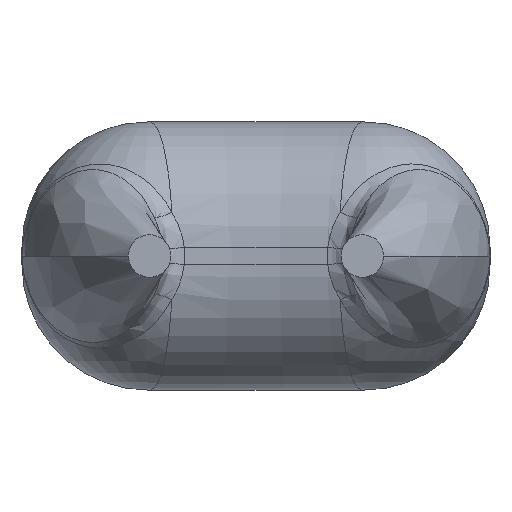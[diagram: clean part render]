
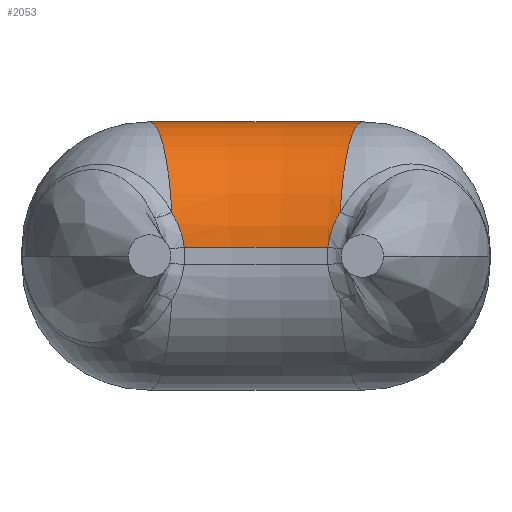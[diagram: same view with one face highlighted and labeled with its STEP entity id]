
A CAD part, front view. The second image highlights one B-rep face of the part: STEP entity #2053.
In plain terms, the highlighted toroidal (fillet/blend) face has major radius 6.892 mm and minor radius 1.475 mm.
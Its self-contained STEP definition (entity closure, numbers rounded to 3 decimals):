
#52 = B_SPLINE_CURVE_WITH_KNOTS ( 'NONE', 3,
 ( #1705, #1194, #1529, #336 ),
 .UNSPECIFIED., .F., .F.,
 ( 4, 4 ),
 ( 0., 0. ),
 .UNSPECIFIED. ) ;
#54 = AXIS2_PLACEMENT_3D ( 'NONE', #951, #1954, #1122 ) ;
#103 = VERTEX_POINT ( 'NONE', #1164 ) ;
#106 = CIRCLE ( 'NONE', #1833, 1.475 ) ;
#144 = DIRECTION ( 'NONE',  ( -1., 0., 0. ) ) ;
#201 = ORIENTED_EDGE ( 'NONE', *, *, #214, .T. ) ;
#205 = VERTEX_POINT ( 'NONE', #318 ) ;
#214 = EDGE_CURVE ( 'NONE', #2160, #205, #52, .T. ) ;
#256 = FACE_OUTER_BOUND ( 'NONE', #2050, .T. ) ;
#276 = CIRCLE ( 'NONE', #2145, 6.892 ) ;
#290 = CARTESIAN_POINT ( 'NONE',  ( -0.911, 1.446, 0.387 ) ) ;
#318 = CARTESIAN_POINT ( 'NONE',  ( 0.99, 1.468, 0.512 ) ) ;
#336 = CARTESIAN_POINT ( 'NONE',  ( 0.99, 1.468, 0.512 ) ) ;
#346 = ORIENTED_EDGE ( 'NONE', *, *, #2007, .T. ) ;
#365 = AXIS2_PLACEMENT_3D ( 'NONE', #983, #1492, #1853 ) ;
#369 = ORIENTED_EDGE ( 'NONE', *, *, #746, .F. ) ;
#380 = ORIENTED_EDGE ( 'NONE', *, *, #1179, .T. ) ;
#399 = CARTESIAN_POINT ( 'NONE',  ( 0.844, 1.434, 0.1 ) ) ;
#479 = CARTESIAN_POINT ( 'NONE',  ( 0., -3.917, 1.575 ) ) ;
#559 = CARTESIAN_POINT ( 'NONE',  ( 0., -3.917, 0.1 ) ) ;
#718 = DIRECTION ( 'NONE',  ( 0., 0., -1. ) ) ;
#746 = EDGE_CURVE ( 'NONE', #103, #1095, #276, .T. ) ;
#801 = CARTESIAN_POINT ( 'NONE',  ( -0.859, 1.431, 0.248 ) ) ;
#811 = DIRECTION ( 'NONE',  ( 0., 0., -1. ) ) ;
#887 = ORIENTED_EDGE ( 'NONE', *, *, #1051, .T. ) ;
#915 = VERTEX_POINT ( 'NONE', #1908 ) ;
#930 = CARTESIAN_POINT ( 'NONE',  ( 1.245, 2.862, 1.575 ) ) ;
#951 = CARTESIAN_POINT ( 'NONE',  ( 1.245, 2.862, 0.1 ) ) ;
#963 = CARTESIAN_POINT ( 'NONE',  ( -1.245, 2.862, 0.1 ) ) ;
#964 = CIRCLE ( 'NONE', #54, 1.475 ) ;
#983 = CARTESIAN_POINT ( 'NONE',  ( 0., -3.917, 0.1 ) ) ;
#1001 = ORIENTED_EDGE ( 'NONE', *, *, #1731, .F. ) ;
#1051 = EDGE_CURVE ( 'NONE', #205, #1095, #964, .T. ) ;
#1095 = VERTEX_POINT ( 'NONE', #930 ) ;
#1122 = DIRECTION ( 'NONE',  ( -0.181, -0.984, 0. ) ) ;
#1164 = CARTESIAN_POINT ( 'NONE',  ( -1.245, 2.862, 1.575 ) ) ;
#1170 = CIRCLE ( 'NONE', #365, 5.417 ) ;
#1179 = EDGE_CURVE ( 'NONE', #915, #1652, #1275, .T. ) ;
#1194 = CARTESIAN_POINT ( 'NONE',  ( 0.859, 1.431, 0.248 ) ) ;
#1196 = AXIS2_PLACEMENT_3D ( 'NONE', #559, #718, #1924 ) ;
#1275 = B_SPLINE_CURVE_WITH_KNOTS ( 'NONE', 3,
 ( #2148, #290, #801, #1999 ),
 .UNSPECIFIED., .F., .F.,
 ( 4, 4 ),
 ( 0., 0. ),
 .UNSPECIFIED. ) ;
#1380 = DIRECTION ( 'NONE',  ( -0.181, 0.984, 0. ) ) ;
#1492 = DIRECTION ( 'NONE',  ( 0., 0., 1. ) ) ;
#1529 = CARTESIAN_POINT ( 'NONE',  ( 0.911, 1.446, 0.387 ) ) ;
#1561 = DIRECTION ( 'NONE',  ( 0.984, 0.181, 0. ) ) ;
#1652 = VERTEX_POINT ( 'NONE', #1988 ) ;
#1665 = TOROIDAL_SURFACE ( 'NONE', #1196, 6.892, 1.475 ) ;
#1705 = CARTESIAN_POINT ( 'NONE',  ( 0.844, 1.434, 0.1 ) ) ;
#1731 = EDGE_CURVE ( 'NONE', #2160, #1652, #1170, .T. ) ;
#1833 = AXIS2_PLACEMENT_3D ( 'NONE', #963, #1561, #1380 ) ;
#1853 = DIRECTION ( 'NONE',  ( -1., 0., 0. ) ) ;
#1908 = CARTESIAN_POINT ( 'NONE',  ( -0.99, 1.468, 0.512 ) ) ;
#1924 = DIRECTION ( 'NONE',  ( -1., 0., 0. ) ) ;
#1954 = DIRECTION ( 'NONE',  ( -0.984, 0.181, 0. ) ) ;
#1988 = CARTESIAN_POINT ( 'NONE',  ( -0.844, 1.434, 0.1 ) ) ;
#1999 = CARTESIAN_POINT ( 'NONE',  ( -0.844, 1.434, 0.1 ) ) ;
#2007 = EDGE_CURVE ( 'NONE', #103, #915, #106, .T. ) ;
#2050 = EDGE_LOOP ( 'NONE', ( #346, #380, #1001, #201, #887, #369 ) ) ;
#2053 = ADVANCED_FACE ( 'NONE', ( #256 ), #1665, .T. ) ;
#2145 = AXIS2_PLACEMENT_3D ( 'NONE', #479, #811, #144 ) ;
#2148 = CARTESIAN_POINT ( 'NONE',  ( -0.99, 1.468, 0.512 ) ) ;
#2160 = VERTEX_POINT ( 'NONE', #399 ) ;
